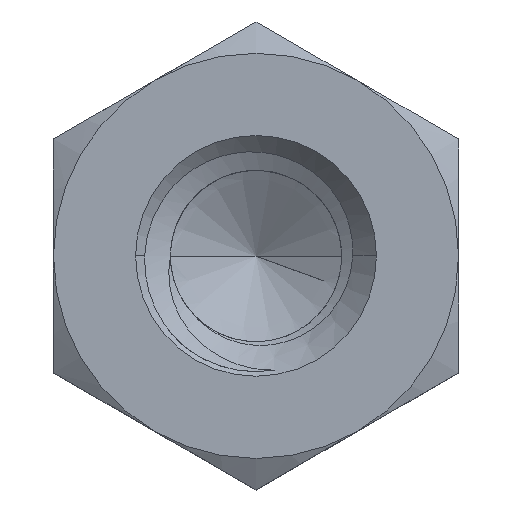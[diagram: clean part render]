
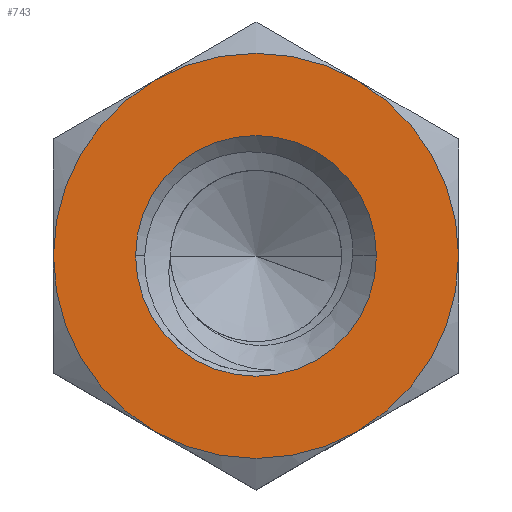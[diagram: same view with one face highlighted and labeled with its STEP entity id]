
A CAD part, top view. The second image highlights one B-rep face of the part: STEP entity #743.
In plain terms, the highlighted planar face has unit normal (0, 0, 1).
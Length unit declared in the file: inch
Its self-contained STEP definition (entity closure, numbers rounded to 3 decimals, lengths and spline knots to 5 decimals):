
#19 = DIRECTION ( 'NONE',  ( 1., 0., 0. ) ) ;
#35 = ORIENTED_EDGE ( 'NONE', *, *, #673, .T. ) ;
#48 = CIRCLE ( 'NONE', #1060, 0.21875 ) ;
#52 = DIRECTION ( 'NONE',  ( 1., 0., 0. ) ) ;
#66 = DIRECTION ( 'NONE',  ( 0., 0., 1. ) ) ;
#69 = FACE_BOUND ( 'NONE', #535, .T. ) ;
#78 = ORIENTED_EDGE ( 'NONE', *, *, #1839, .T. ) ;
#93 = DIRECTION ( 'NONE',  ( 0., 0., 1. ) ) ;
#131 = CIRCLE ( 'NONE', #996, 0.13 ) ;
#151 = EDGE_CURVE ( 'NONE', #1699, #1613, #1213, .T. ) ;
#159 = EDGE_CURVE ( 'NONE', #1693, #392, #1979, .T. ) ;
#163 = ORIENTED_EDGE ( 'NONE', *, *, #2027, .T. ) ;
#179 = CARTESIAN_POINT ( 'NONE',  ( -0.21875, 0., 0.15 ) ) ;
#244 = CARTESIAN_POINT ( 'NONE',  ( 0., 0., 0.15 ) ) ;
#311 = EDGE_CURVE ( 'NONE', #472, #2100, #2088, .T. ) ;
#348 = CARTESIAN_POINT ( 'NONE',  ( 0., 0., 0.15 ) ) ;
#366 = DIRECTION ( 'NONE',  ( 0., 0., 1. ) ) ;
#378 = DIRECTION ( 'NONE',  ( 1., 0., 0. ) ) ;
#392 = VERTEX_POINT ( 'NONE', #179 ) ;
#409 = CARTESIAN_POINT ( 'NONE',  ( 0.21875, 0., 0.15 ) ) ;
#472 = VERTEX_POINT ( 'NONE', #1565 ) ;
#496 = ORIENTED_EDGE ( 'NONE', *, *, #311, .T. ) ;
#530 = CARTESIAN_POINT ( 'NONE',  ( 0., 0., 0.15 ) ) ;
#535 = EDGE_LOOP ( 'NONE', ( #674, #1881 ) ) ;
#550 = EDGE_CURVE ( 'NONE', #711, #1266, #1662, .T. ) ;
#633 = AXIS2_PLACEMENT_3D ( 'NONE', #348, #1658, #1862 ) ;
#659 = AXIS2_PLACEMENT_3D ( 'NONE', #1525, #66, #1093 ) ;
#673 = EDGE_CURVE ( 'NONE', #1613, #1693, #48, .T. ) ;
#674 = ORIENTED_EDGE ( 'NONE', *, *, #695, .F. ) ;
#695 = EDGE_CURVE ( 'NONE', #1266, #711, #131, .T. ) ;
#701 = DIRECTION ( 'NONE',  ( 1., 0., 0. ) ) ;
#711 = VERTEX_POINT ( 'NONE', #1497 ) ;
#743 = ADVANCED_FACE ( 'NONE', ( #69, #1394 ), #1506, .T. ) ;
#751 = DIRECTION ( 'NONE',  ( 0., 0., 1. ) ) ;
#864 = DIRECTION ( 'NONE',  ( 1., 0., 0. ) ) ;
#930 = CARTESIAN_POINT ( 'NONE',  ( 0.10938, -0.18944, 0.15 ) ) ;
#996 = AXIS2_PLACEMENT_3D ( 'NONE', #1172, #1032, #52 ) ;
#1032 = DIRECTION ( 'NONE',  ( 0., 0., 1. ) ) ;
#1060 = AXIS2_PLACEMENT_3D ( 'NONE', #244, #1667, #701 ) ;
#1093 = DIRECTION ( 'NONE',  ( 1., 0., 0. ) ) ;
#1129 = AXIS2_PLACEMENT_3D ( 'NONE', #530, #1838, #864 ) ;
#1146 = CIRCLE ( 'NONE', #1868, 0.21875 ) ;
#1172 = CARTESIAN_POINT ( 'NONE',  ( 0., 0., 0.15 ) ) ;
#1180 = CARTESIAN_POINT ( 'NONE',  ( -0.21875, 0.37889, 0.15 ) ) ;
#1213 = CIRCLE ( 'NONE', #1129, 0.21875 ) ;
#1266 = VERTEX_POINT ( 'NONE', #1635 ) ;
#1321 = CARTESIAN_POINT ( 'NONE',  ( 0., 0., 0.15 ) ) ;
#1347 = AXIS2_PLACEMENT_3D ( 'NONE', #1321, #1999, #19 ) ;
#1360 = CARTESIAN_POINT ( 'NONE',  ( 0.10937, 0.18944, 0.15 ) ) ;
#1394 = FACE_OUTER_BOUND ( 'NONE', #1652, .T. ) ;
#1397 = DIRECTION ( 'NONE',  ( 1., 0., 0. ) ) ;
#1497 = CARTESIAN_POINT ( 'NONE',  ( -0.13, 0., 0.15 ) ) ;
#1506 = PLANE ( 'NONE',  #1772 ) ;
#1525 = CARTESIAN_POINT ( 'NONE',  ( 0., 0., 0.15 ) ) ;
#1565 = CARTESIAN_POINT ( 'NONE',  ( -0.10937, -0.18944, 0.15 ) ) ;
#1613 = VERTEX_POINT ( 'NONE', #1360 ) ;
#1616 = ORIENTED_EDGE ( 'NONE', *, *, #159, .T. ) ;
#1635 = CARTESIAN_POINT ( 'NONE',  ( 0.13, 0., 0.15 ) ) ;
#1652 = EDGE_LOOP ( 'NONE', ( #163, #1841, #35, #1616, #78, #496 ) ) ;
#1658 = DIRECTION ( 'NONE',  ( 0., 0., 1. ) ) ;
#1662 = CIRCLE ( 'NONE', #1811, 0.13 ) ;
#1667 = DIRECTION ( 'NONE',  ( 0., 0., 1. ) ) ;
#1693 = VERTEX_POINT ( 'NONE', #2052 ) ;
#1699 = VERTEX_POINT ( 'NONE', #409 ) ;
#1733 = CARTESIAN_POINT ( 'NONE',  ( 0., 0., 0.15 ) ) ;
#1772 = AXIS2_PLACEMENT_3D ( 'NONE', #1180, #366, #378 ) ;
#1811 = AXIS2_PLACEMENT_3D ( 'NONE', #1733, #751, #1902 ) ;
#1838 = DIRECTION ( 'NONE',  ( 0., 0., 1. ) ) ;
#1839 = EDGE_CURVE ( 'NONE', #392, #472, #1146, .T. ) ;
#1841 = ORIENTED_EDGE ( 'NONE', *, *, #151, .T. ) ;
#1862 = DIRECTION ( 'NONE',  ( 1., 0., 0. ) ) ;
#1868 = AXIS2_PLACEMENT_3D ( 'NONE', #1905, #93, #1397 ) ;
#1881 = ORIENTED_EDGE ( 'NONE', *, *, #550, .F. ) ;
#1902 = DIRECTION ( 'NONE',  ( 1., 0., 0. ) ) ;
#1905 = CARTESIAN_POINT ( 'NONE',  ( 0., 0., 0.15 ) ) ;
#1979 = CIRCLE ( 'NONE', #1347, 0.21875 ) ;
#1999 = DIRECTION ( 'NONE',  ( 0., 0., 1. ) ) ;
#2005 = CIRCLE ( 'NONE', #659, 0.21875 ) ;
#2027 = EDGE_CURVE ( 'NONE', #2100, #1699, #2005, .T. ) ;
#2052 = CARTESIAN_POINT ( 'NONE',  ( -0.10938, 0.18944, 0.15 ) ) ;
#2088 = CIRCLE ( 'NONE', #633, 0.21875 ) ;
#2100 = VERTEX_POINT ( 'NONE', #930 ) ;
